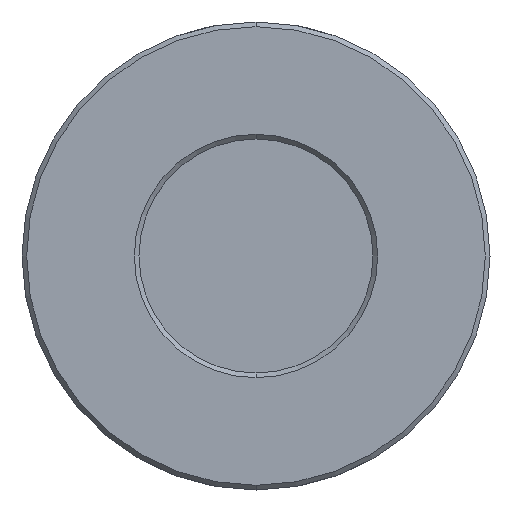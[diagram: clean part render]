
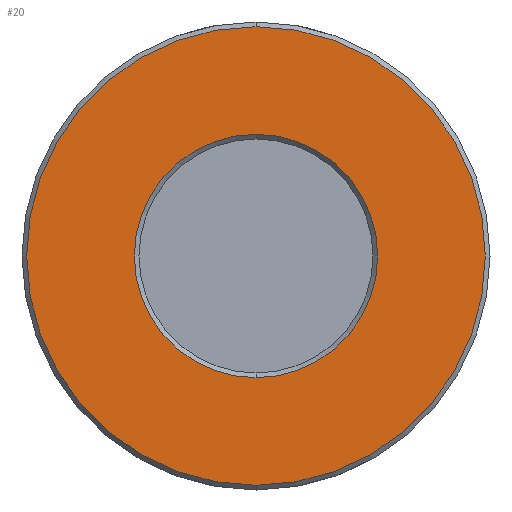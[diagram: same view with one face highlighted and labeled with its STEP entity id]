
A CAD part, front view. The second image highlights one B-rep face of the part: STEP entity #20.
In plain terms, the highlighted planar face has unit normal (0, -1, 0).
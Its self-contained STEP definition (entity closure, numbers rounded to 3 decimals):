
#20 = ADVANCED_FACE ( 'NONE', ( #313, #357 ), #57, .T. ) ;
#39 = CARTESIAN_POINT ( 'NONE',  ( 0., 0., -0.52 ) ) ;
#42 = EDGE_CURVE ( 'NONE', #103, #307, #66, .T. ) ;
#52 = AXIS2_PLACEMENT_3D ( 'NONE', #69, #267, #96 ) ;
#57 = PLANE ( 'NONE',  #71 ) ;
#63 = CARTESIAN_POINT ( 'NONE',  ( 0., 0., 0. ) ) ;
#65 = VERTEX_POINT ( 'NONE', #213 ) ;
#66 = CIRCLE ( 'NONE', #275, 0.52 ) ;
#69 = CARTESIAN_POINT ( 'NONE',  ( 0., 0., 0. ) ) ;
#71 = AXIS2_PLACEMENT_3D ( 'NONE', #365, #217, #88 ) ;
#82 = CARTESIAN_POINT ( 'NONE',  ( 0., 0., 0.52 ) ) ;
#86 = CIRCLE ( 'NONE', #104, 0.52 ) ;
#87 = DIRECTION ( 'NONE',  ( 0., 1., 0. ) ) ;
#88 = DIRECTION ( 'NONE',  ( 0., 0., -1. ) ) ;
#96 = DIRECTION ( 'NONE',  ( 0., 0., -1. ) ) ;
#101 = EDGE_LOOP ( 'NONE', ( #138, #196 ) ) ;
#102 = EDGE_CURVE ( 'NONE', #307, #103, #86, .T. ) ;
#103 = VERTEX_POINT ( 'NONE', #82 ) ;
#104 = AXIS2_PLACEMENT_3D ( 'NONE', #63, #315, #254 ) ;
#111 = EDGE_LOOP ( 'NONE', ( #264, #133 ) ) ;
#133 = ORIENTED_EDGE ( 'NONE', *, *, #42, .T. ) ;
#138 = ORIENTED_EDGE ( 'NONE', *, *, #290, .T. ) ;
#144 = CARTESIAN_POINT ( 'NONE',  ( 0., 0., 0. ) ) ;
#162 = AXIS2_PLACEMENT_3D ( 'NONE', #144, #343, #169 ) ;
#169 = DIRECTION ( 'NONE',  ( 0., 0., -1. ) ) ;
#185 = CARTESIAN_POINT ( 'NONE',  ( 0., 0., 0. ) ) ;
#188 = EDGE_CURVE ( 'NONE', #243, #65, #341, .T. ) ;
#192 = CIRCLE ( 'NONE', #52, 0.98 ) ;
#196 = ORIENTED_EDGE ( 'NONE', *, *, #188, .T. ) ;
#213 = CARTESIAN_POINT ( 'NONE',  ( 0., 0., 0.98 ) ) ;
#217 = DIRECTION ( 'NONE',  ( 0., -1., 0. ) ) ;
#243 = VERTEX_POINT ( 'NONE', #259 ) ;
#250 = DIRECTION ( 'NONE',  ( 0., 0., -1. ) ) ;
#254 = DIRECTION ( 'NONE',  ( 0., 0., -1. ) ) ;
#259 = CARTESIAN_POINT ( 'NONE',  ( 0., 0., -0.98 ) ) ;
#264 = ORIENTED_EDGE ( 'NONE', *, *, #102, .T. ) ;
#267 = DIRECTION ( 'NONE',  ( 0., -1., 0. ) ) ;
#275 = AXIS2_PLACEMENT_3D ( 'NONE', #185, #87, #250 ) ;
#290 = EDGE_CURVE ( 'NONE', #65, #243, #192, .T. ) ;
#307 = VERTEX_POINT ( 'NONE', #39 ) ;
#313 = FACE_BOUND ( 'NONE', #111, .T. ) ;
#315 = DIRECTION ( 'NONE',  ( 0., 1., 0. ) ) ;
#341 = CIRCLE ( 'NONE', #162, 0.98 ) ;
#343 = DIRECTION ( 'NONE',  ( 0., -1., 0. ) ) ;
#357 = FACE_OUTER_BOUND ( 'NONE', #101, .T. ) ;
#365 = CARTESIAN_POINT ( 'NONE',  ( 0., 0., 0. ) ) ;
